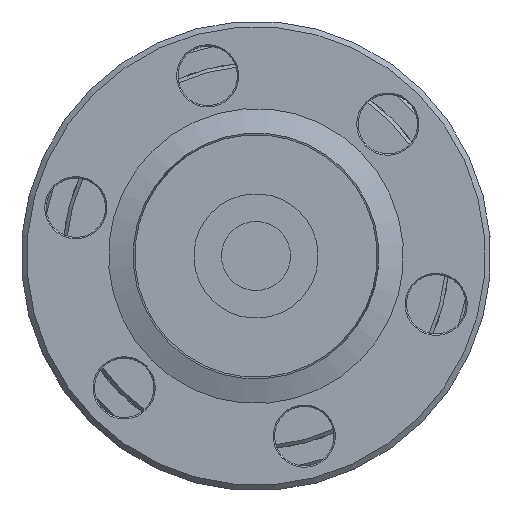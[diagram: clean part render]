
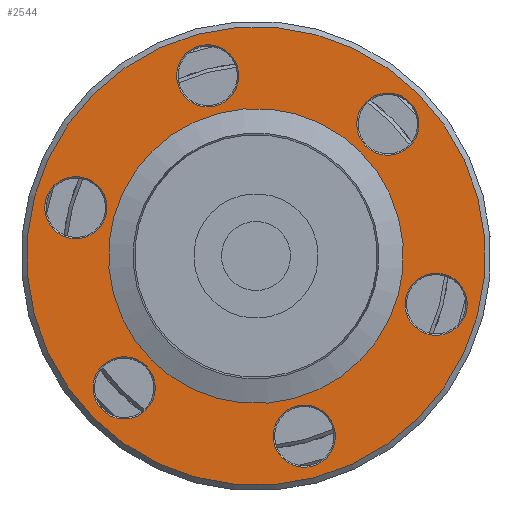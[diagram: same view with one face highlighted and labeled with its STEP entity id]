
A CAD part, front view. The second image highlights one B-rep face of the part: STEP entity #2544.
In plain terms, the highlighted planar face has unit normal (0, -1, 0).
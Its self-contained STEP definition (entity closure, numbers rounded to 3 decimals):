
#56=FACE_BOUND('',#509,.T.);
#57=FACE_BOUND('',#510,.T.);
#58=FACE_BOUND('',#511,.T.);
#59=FACE_BOUND('',#512,.T.);
#60=FACE_BOUND('',#513,.T.);
#61=FACE_BOUND('',#514,.T.);
#62=FACE_BOUND('',#515,.T.);
#145=PLANE('',#2856);
#337=FACE_OUTER_BOUND('',#508,.T.);
#508=EDGE_LOOP('',(#2247));
#509=EDGE_LOOP('',(#2248));
#510=EDGE_LOOP('',(#2249));
#511=EDGE_LOOP('',(#2250));
#512=EDGE_LOOP('',(#2251));
#513=EDGE_LOOP('',(#2252));
#514=EDGE_LOOP('',(#2253));
#515=EDGE_LOOP('',(#2254));
#1010=CIRCLE('',#2777,2.25);
#1015=CIRCLE('',#2784,2.25);
#1020=CIRCLE('',#2791,2.25);
#1025=CIRCLE('',#2798,2.25);
#1030=CIRCLE('',#2805,2.25);
#1038=CIRCLE('',#2821,16.6);
#1040=CIRCLE('',#2824,2.25);
#1044=CIRCLE('',#2832,10.68);
#1227=VERTEX_POINT('',#4187);
#1232=VERTEX_POINT('',#4201);
#1237=VERTEX_POINT('',#4215);
#1242=VERTEX_POINT('',#4229);
#1247=VERTEX_POINT('',#4243);
#1255=VERTEX_POINT('',#4275);
#1257=VERTEX_POINT('',#4281);
#1261=VERTEX_POINT('',#4297);
#1532=EDGE_CURVE('',#1227,#1227,#1010,.T.);
#1539=EDGE_CURVE('',#1232,#1232,#1015,.T.);
#1546=EDGE_CURVE('',#1237,#1237,#1020,.T.);
#1553=EDGE_CURVE('',#1242,#1242,#1025,.T.);
#1560=EDGE_CURVE('',#1247,#1247,#1030,.T.);
#1576=EDGE_CURVE('',#1255,#1255,#1038,.T.);
#1579=EDGE_CURVE('',#1257,#1257,#1040,.T.);
#1586=EDGE_CURVE('',#1261,#1261,#1044,.T.);
#2247=ORIENTED_EDGE('',*,*,#1576,.T.);
#2248=ORIENTED_EDGE('',*,*,#1579,.T.);
#2249=ORIENTED_EDGE('',*,*,#1586,.T.);
#2250=ORIENTED_EDGE('',*,*,#1532,.T.);
#2251=ORIENTED_EDGE('',*,*,#1539,.T.);
#2252=ORIENTED_EDGE('',*,*,#1546,.T.);
#2253=ORIENTED_EDGE('',*,*,#1553,.T.);
#2254=ORIENTED_EDGE('',*,*,#1560,.T.);
#2544=ADVANCED_FACE('',(#337,#56,#57,#58,#59,#60,#61,#62),#145,.F.);
#2777=AXIS2_PLACEMENT_3D('',#4189,#3425,#3426);
#2784=AXIS2_PLACEMENT_3D('',#4203,#3441,#3442);
#2791=AXIS2_PLACEMENT_3D('',#4217,#3457,#3458);
#2798=AXIS2_PLACEMENT_3D('',#4231,#3473,#3474);
#2805=AXIS2_PLACEMENT_3D('',#4245,#3489,#3490);
#2821=AXIS2_PLACEMENT_3D('',#4277,#3529,#3530);
#2824=AXIS2_PLACEMENT_3D('',#4283,#3536,#3537);
#2832=AXIS2_PLACEMENT_3D('',#4298,#3555,#3556);
#2856=AXIS2_PLACEMENT_3D('',#4346,#3613,#3614);
#3425=DIRECTION('center_axis',(0.,1.,0.));
#3426=DIRECTION('ref_axis',(-0.967,0.,-0.256));
#3441=DIRECTION('center_axis',(0.,1.,0.));
#3442=DIRECTION('ref_axis',(-0.967,0.,-0.256));
#3457=DIRECTION('center_axis',(0.,1.,0.));
#3458=DIRECTION('ref_axis',(-0.967,0.,-0.256));
#3473=DIRECTION('center_axis',(0.,1.,0.));
#3474=DIRECTION('ref_axis',(-0.967,0.,-0.256));
#3489=DIRECTION('center_axis',(0.,1.,0.));
#3490=DIRECTION('ref_axis',(-0.967,0.,-0.256));
#3529=DIRECTION('center_axis',(0.,-1.,0.));
#3530=DIRECTION('ref_axis',(-0.967,0.,-0.256));
#3536=DIRECTION('center_axis',(0.,1.,0.));
#3537=DIRECTION('ref_axis',(-0.967,0.,-0.256));
#3555=DIRECTION('center_axis',(0.,1.,0.));
#3556=DIRECTION('ref_axis',(-0.967,0.,-0.256));
#3613=DIRECTION('center_axis',(0.,1.,0.));
#3614=DIRECTION('ref_axis',(-0.967,0.,-0.256));
#4187=CARTESIAN_POINT('',(8.97,-71.5,11.721));
#4189=CARTESIAN_POINT('Origin',(9.546,-71.5,9.546));
#4201=CARTESIAN_POINT('',(12.464,-71.5,-1.319));
#4203=CARTESIAN_POINT('Origin',(13.04,-71.5,-3.494));
#4215=CARTESIAN_POINT('',(2.918,-71.5,-10.865));
#4217=CARTESIAN_POINT('Origin',(3.494,-71.5,-13.04));
#4229=CARTESIAN_POINT('',(-10.122,-71.5,-7.371));
#4231=CARTESIAN_POINT('Origin',(-9.546,-71.5,-9.546));
#4243=CARTESIAN_POINT('',(-13.616,-71.5,5.669));
#4245=CARTESIAN_POINT('Origin',(-13.04,-71.5,3.494));
#4275=CARTESIAN_POINT('',(16.046,-71.5,4.253));
#4277=CARTESIAN_POINT('Origin',(0.,-71.5,0.));
#4281=CARTESIAN_POINT('',(-4.07,-71.5,15.215));
#4283=CARTESIAN_POINT('Origin',(-3.494,-71.5,13.04));
#4297=CARTESIAN_POINT('',(10.324,-71.5,2.736));
#4298=CARTESIAN_POINT('Origin',(0.,-71.5,0.));
#4346=CARTESIAN_POINT('Origin',(10.324,-71.5,2.736));
